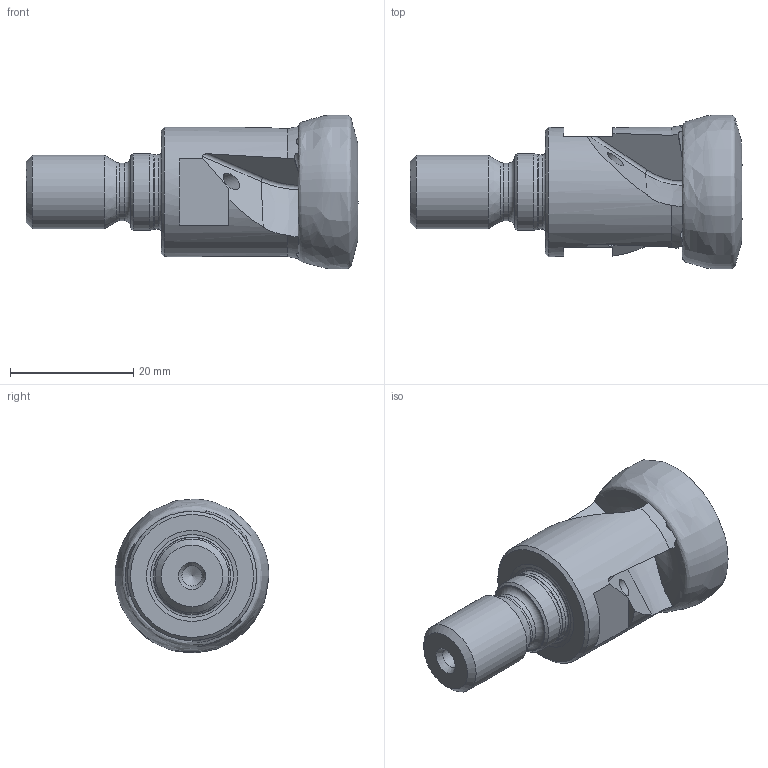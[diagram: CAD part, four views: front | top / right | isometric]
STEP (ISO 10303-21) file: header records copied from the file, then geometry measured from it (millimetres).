
FILE_DESCRIPTION (( 'STEP AP214' ), '1' );
FILE_NAME ('ESF-25-M12-09-3.STEP', '2013-10-01T12:29:48', ( '' ), ( '' ), 'SwSTEP 2.0', 'SolidWorks 2013', '' );
FILE_SCHEMA (( 'AUTOMOTIVE_DESIGN' ));
Length unit declared in the file: millimetre
Products named in the file (1): ESF-25-M12-09-3
Bounding box: 53.98 x 25.03 x 25.01 mm (x, y, z)
Volume: 12108.9 mm3; surface area: 4866.8 mm2
Topology: 1 solids, 1 shells, 96 faces, 245 edges, 157 vertices
Faces by surface type: plane 35, cylinder 31, cone 17, torus 11, bspline 2
Full cylindrical faces by diameter (mm): 3 x3, 3.3 x1, 9.4 x1, 12 x1, 12.093 x1, 12.5 x2, 21 x1
Entity records: 4880 total; most frequent: CARTESIAN_POINT 2825, ORIENTED_EDGE 418, DIRECTION 383, EDGE_CURVE 209, AXIS2_PLACEMENT_3D 161, VERTEX_POINT 146, EDGE_LOOP 125, FACE_OUTER_BOUND 111
